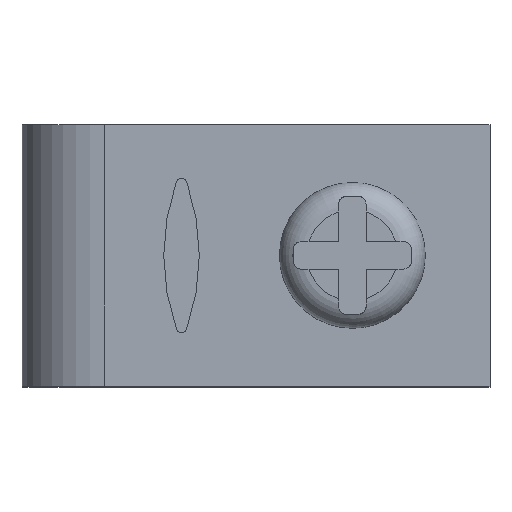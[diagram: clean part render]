
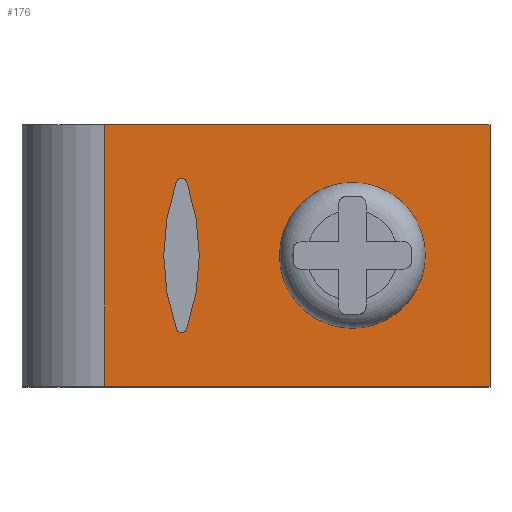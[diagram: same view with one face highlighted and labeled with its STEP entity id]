
A CAD part, top view. The second image highlights one B-rep face of the part: STEP entity #176.
In plain terms, the highlighted planar face has unit normal (0, 0, 1).
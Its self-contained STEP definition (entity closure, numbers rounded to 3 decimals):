
#154=FACE_BOUND('',#323,.T.);
#155=FACE_BOUND('',#324,.T.);
#156=FACE_BOUND('',#325,.T.);
#176=ADVANCED_FACE('',(#154,#155,#156),#234,.T.);
#234=PLANE('',#1174);
#323=EDGE_LOOP('',(#474,#475,#476,#477));
#324=EDGE_LOOP('',(#478));
#325=EDGE_LOOP('',(#479,#480,#481,#482));
#399=CIRCLE('',#1169,8.);
#400=CIRCLE('',#1170,0.2);
#401=CIRCLE('',#1171,8.);
#402=CIRCLE('',#1172,0.2);
#403=CIRCLE('',#1173,2.65);
#474=ORIENTED_EDGE('',*,*,#867,.T.);
#475=ORIENTED_EDGE('',*,*,#868,.T.);
#476=ORIENTED_EDGE('',*,*,#869,.T.);
#477=ORIENTED_EDGE('',*,*,#870,.T.);
#478=ORIENTED_EDGE('',*,*,#871,.F.);
#479=ORIENTED_EDGE('',*,*,#864,.F.);
#480=ORIENTED_EDGE('',*,*,#872,.T.);
#481=ORIENTED_EDGE('',*,*,#849,.T.);
#482=ORIENTED_EDGE('',*,*,#827,.F.);
#726=VERTEX_POINT('',#1550);
#727=VERTEX_POINT('',#1551);
#748=VERTEX_POINT('',#1596);
#760=VERTEX_POINT('',#1623);
#762=VERTEX_POINT('',#1630);
#763=VERTEX_POINT('',#1631);
#764=VERTEX_POINT('',#1633);
#765=VERTEX_POINT('',#1635);
#766=VERTEX_POINT('',#1638);
#827=EDGE_CURVE('',#726,#727,#972,.T.);
#849=EDGE_CURVE('',#748,#727,#989,.T.);
#864=EDGE_CURVE('',#760,#726,#996,.T.);
#867=EDGE_CURVE('',#762,#763,#399,.T.);
#868=EDGE_CURVE('',#763,#764,#400,.T.);
#869=EDGE_CURVE('',#764,#765,#401,.T.);
#870=EDGE_CURVE('',#765,#762,#402,.T.);
#871=EDGE_CURVE('',#766,#766,#403,.T.);
#872=EDGE_CURVE('',#760,#748,#998,.T.);
#972=LINE('',#1549,#1061);
#989=LINE('',#1595,#1078);
#996=LINE('',#1624,#1085);
#998=LINE('',#1639,#1087);
#1061=VECTOR('',#1262,1.);
#1078=VECTOR('',#1293,1.);
#1085=VECTOR('',#1318,1.);
#1087=VECTOR('',#1334,1.);
#1169=AXIS2_PLACEMENT_3D('',#1629,#1324,#1325);
#1170=AXIS2_PLACEMENT_3D('',#1632,#1326,#1327);
#1171=AXIS2_PLACEMENT_3D('',#1634,#1328,#1329);
#1172=AXIS2_PLACEMENT_3D('',#1636,#1330,#1331);
#1173=AXIS2_PLACEMENT_3D('',#1637,#1332,#1333);
#1174=AXIS2_PLACEMENT_3D('',#1640,#1335,#1336);
#1262=DIRECTION('',(0.,-1.,0.));
#1293=DIRECTION('',(1.,0.,0.));
#1318=DIRECTION('',(1.,0.,0.));
#1324=DIRECTION('',(0.,0.,-1.));
#1325=DIRECTION('',(0.,-1.,0.));
#1326=DIRECTION('',(0.,0.,-1.));
#1327=DIRECTION('',(1.,0.,0.));
#1328=DIRECTION('',(0.,0.,-1.));
#1329=DIRECTION('',(0.,-1.,0.));
#1330=DIRECTION('',(0.,0.,-1.));
#1331=DIRECTION('',(1.,0.,0.));
#1332=DIRECTION('',(0.,0.,1.));
#1333=DIRECTION('',(-1.,0.,0.));
#1334=DIRECTION('',(0.,-1.,0.));
#1335=DIRECTION('',(0.,0.,1.));
#1336=DIRECTION('',(-1.,0.,0.));
#1549=CARTESIAN_POINT('',(0.,9.5,25.));
#1550=CARTESIAN_POINT('',(0.,9.5,25.));
#1551=CARTESIAN_POINT('',(0.,0.,25.));
#1595=CARTESIAN_POINT('',(-17.,0.,25.));
#1596=CARTESIAN_POINT('',(-14.,0.,25.));
#1623=CARTESIAN_POINT('',(-14.,9.5,25.));
#1624=CARTESIAN_POINT('',(-17.,9.5,25.));
#1629=CARTESIAN_POINT('',(-3.852,4.75,25.));
#1630=CARTESIAN_POINT('',(-11.394,2.083,25.));
#1631=CARTESIAN_POINT('',(-11.394,7.417,25.));
#1632=CARTESIAN_POINT('',(-11.206,7.35,25.));
#1633=CARTESIAN_POINT('',(-11.017,7.417,25.));
#1634=CARTESIAN_POINT('',(-18.559,4.75,25.));
#1635=CARTESIAN_POINT('',(-11.017,2.083,25.));
#1636=CARTESIAN_POINT('',(-11.206,2.15,25.));
#1637=CARTESIAN_POINT('',(-5.,4.75,25.));
#1638=CARTESIAN_POINT('',(-7.65,4.75,25.));
#1639=CARTESIAN_POINT('',(-14.,0.,25.));
#1640=CARTESIAN_POINT('',(-17.,9.5,25.));
